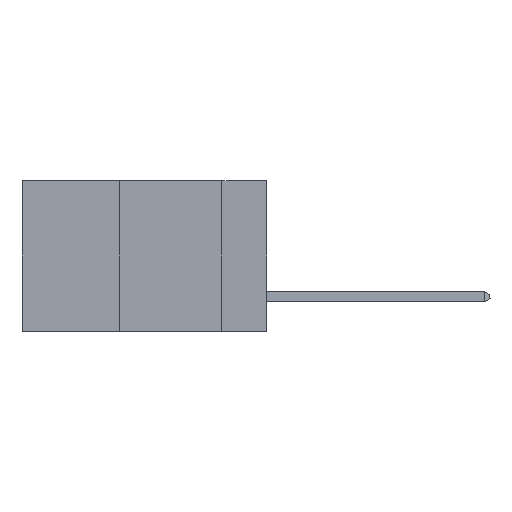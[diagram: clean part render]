
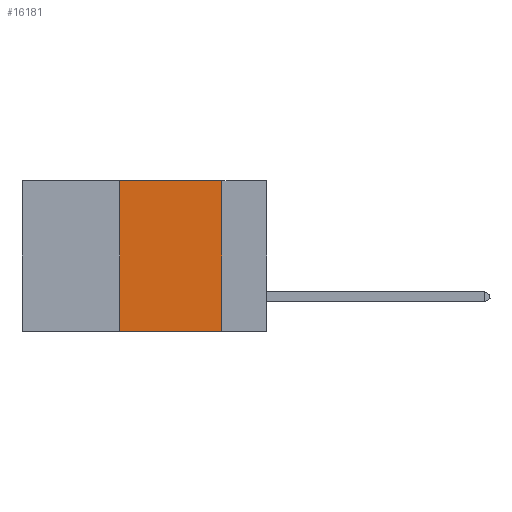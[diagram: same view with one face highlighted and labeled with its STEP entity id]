
A CAD part, left-side view. The second image highlights one B-rep face of the part: STEP entity #16181.
In plain terms, the highlighted planar face has unit normal (-1, 0, 0).
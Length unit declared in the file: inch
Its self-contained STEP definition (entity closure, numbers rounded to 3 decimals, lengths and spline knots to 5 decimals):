
#553 = ORIENTED_EDGE ( 'NONE', *, *, #28031, .T. ) ;
#975 = VERTEX_POINT ( 'NONE', #20325 ) ;
#1366 = LINE ( 'NONE', #9281, #14833 ) ;
#2218 = CARTESIAN_POINT ( 'NONE',  ( 0., 0.11, -0.37 ) ) ;
#3142 = ORIENTED_EDGE ( 'NONE', *, *, #20497, .F. ) ;
#4149 = CARTESIAN_POINT ( 'NONE',  ( 0., 0.36, 0. ) ) ;
#5032 = CARTESIAN_POINT ( 'NONE',  ( 0., 0.11, 0. ) ) ;
#5530 = PLANE ( 'NONE',  #30817 ) ;
#5759 = VERTEX_POINT ( 'NONE', #4149 ) ;
#6349 = VECTOR ( 'NONE', #24236, 39.37008 ) ;
#7558 = FACE_OUTER_BOUND ( 'NONE', #30007, .T. ) ;
#9281 = CARTESIAN_POINT ( 'NONE',  ( 0., 0.6, -0.37 ) ) ;
#9329 = EDGE_CURVE ( 'NONE', #5759, #29604, #28565, .T. ) ;
#10616 = DIRECTION ( 'NONE',  ( 0., -1., 0. ) ) ;
#11914 = VERTEX_POINT ( 'NONE', #2218 ) ;
#12102 = DIRECTION ( 'NONE',  ( 0., 0., -1. ) ) ;
#14833 = VECTOR ( 'NONE', #23226, 39.37008 ) ;
#15171 = DIRECTION ( 'NONE',  ( 1., 0., 0. ) ) ;
#15635 = LINE ( 'NONE', #5032, #6349 ) ;
#16181 = ADVANCED_FACE ( 'NONE', ( #7558 ), #5530, .F. ) ;
#19332 = VECTOR ( 'NONE', #10616, 39.37008 ) ;
#20325 = CARTESIAN_POINT ( 'NONE',  ( 0., 0.36, -0.37 ) ) ;
#20497 = EDGE_CURVE ( 'NONE', #29604, #11914, #15635, .T. ) ;
#21702 = CARTESIAN_POINT ( 'NONE',  ( 0., 0.6, 0. ) ) ;
#23226 = DIRECTION ( 'NONE',  ( 0., -1., 0. ) ) ;
#23968 = DIRECTION ( 'NONE',  ( 0., 0., 1. ) ) ;
#24236 = DIRECTION ( 'NONE',  ( 0., 0., -1. ) ) ;
#24637 = CARTESIAN_POINT ( 'NONE',  ( 0., 0.11, 0. ) ) ;
#26980 = ORIENTED_EDGE ( 'NONE', *, *, #33544, .F. ) ;
#27122 = LINE ( 'NONE', #34648, #33794 ) ;
#28031 = EDGE_CURVE ( 'NONE', #975, #11914, #1366, .T. ) ;
#28233 = CARTESIAN_POINT ( 'NONE',  ( 0., 0.6, 0. ) ) ;
#28565 = LINE ( 'NONE', #21702, #19332 ) ;
#29604 = VERTEX_POINT ( 'NONE', #24637 ) ;
#30007 = EDGE_LOOP ( 'NONE', ( #3142, #34014, #26980, #553 ) ) ;
#30817 = AXIS2_PLACEMENT_3D ( 'NONE', #28233, #15171, #12102 ) ;
#33544 = EDGE_CURVE ( 'NONE', #975, #5759, #27122, .T. ) ;
#33794 = VECTOR ( 'NONE', #23968, 39.37008 ) ;
#34014 = ORIENTED_EDGE ( 'NONE', *, *, #9329, .F. ) ;
#34648 = CARTESIAN_POINT ( 'NONE',  ( 0., 0.36, 0. ) ) ;
